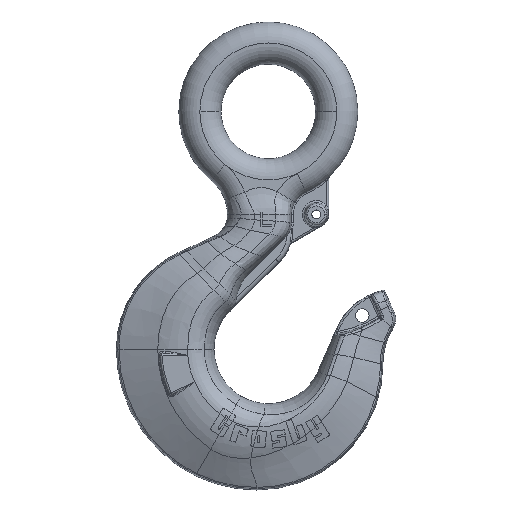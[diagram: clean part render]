
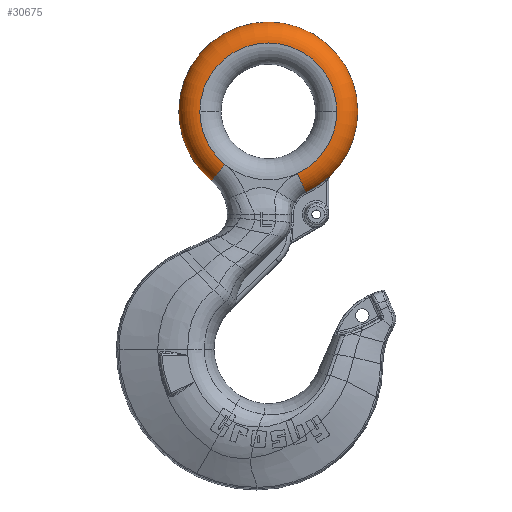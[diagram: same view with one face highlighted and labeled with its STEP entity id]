
A CAD part, top view. The second image highlights one B-rep face of the part: STEP entity #30675.
In plain terms, the highlighted toroidal (fillet/blend) face has major radius 52.197 mm and minor radius 16.129 mm.
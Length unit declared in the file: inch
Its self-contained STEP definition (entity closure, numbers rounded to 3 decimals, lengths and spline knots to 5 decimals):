
#6221=CARTESIAN_POINT('',(0.8678,1.22826,0.));
#6222=DIRECTION('',(-0.906,-0.422,0.));
#6223=DIRECTION('',(0.407,-0.874,0.266));
#6224=AXIS2_PLACEMENT_3D('',#6221,#6222,#6223);
#6231=CARTESIAN_POINT('',(0.8678,1.22826,0.));
#6232=DIRECTION('',(-0.906,-0.422,0.));
#6233=DIRECTION('',(0.,0.,-1.));
#6234=AXIS2_PLACEMENT_3D('',#6231,#6232,#6233);
#6285=CARTESIAN_POINT('',(1.83006,1.1252,0.07275));
#6286=CARTESIAN_POINT('',(1.83107,1.12488,0.06474));
#6287=CARTESIAN_POINT('',(1.83311,1.12467,0.04865));
#6288=CARTESIAN_POINT('',(1.83623,1.12567,0.02439));
#6289=CARTESIAN_POINT('',(1.83835,1.12722,0.00814));
#6290=CARTESIAN_POINT('',(1.83942,1.12823,0.));
#6292=CARTESIAN_POINT('',(1.71439,1.04794,0.16903));
#6293=CARTESIAN_POINT('',(1.71894,1.05176,0.16903));
#6294=CARTESIAN_POINT('',(1.72782,1.05909,0.16854));
#6295=CARTESIAN_POINT('',(1.74049,1.06919,0.1665));
#6296=CARTESIAN_POINT('',(1.75238,1.07836,0.16332));
#6297=CARTESIAN_POINT('',(1.76346,1.0866,0.15915));
#6298=CARTESIAN_POINT('',(1.77372,1.09396,0.15411));
#6299=CARTESIAN_POINT('',(1.78311,1.10043,0.14834));
#6300=CARTESIAN_POINT('',(1.79159,1.10604,0.14195));
#6301=CARTESIAN_POINT('',(1.79917,1.11083,0.13508));
#6302=CARTESIAN_POINT('',(1.80582,1.11483,0.12787));
#6303=CARTESIAN_POINT('',(1.81161,1.11811,0.12038));
#6304=CARTESIAN_POINT('',(1.81659,1.12073,0.11263));
#6305=CARTESIAN_POINT('',(1.82078,1.12272,0.10473));
#6306=CARTESIAN_POINT('',(1.82419,1.12414,0.09674));
#6307=CARTESIAN_POINT('',(1.82686,1.125,0.08877));
#6308=CARTESIAN_POINT('',(1.82884,1.12538,0.08075));
#6309=CARTESIAN_POINT('',(1.82972,1.12531,0.07542));
#6310=CARTESIAN_POINT('',(1.83006,1.1252,0.07275));
#6312=CARTESIAN_POINT('',(0.,3.09104,0.16903));
#6313=DIRECTION('',(0.,0.,1.));
#6314=DIRECTION('',(0.422,-0.906,0.));
#6315=AXIS2_PLACEMENT_3D('',#6312,#6313,#6314);
#6317=CARTESIAN_POINT('',(-1.30112,1.5004,0.));
#6318=DIRECTION('',(-0.774,0.633,0.));
#6319=DIRECTION('',(0.,0.,-1.));
#6320=AXIS2_PLACEMENT_3D('',#6317,#6318,#6319);
#6322=CARTESIAN_POINT('',(0.,3.09104,-0.16903));
#6323=DIRECTION('',(0.,0.,-1.));
#6324=DIRECTION('',(0.643,-0.766,0.));
#6325=AXIS2_PLACEMENT_3D('',#6322,#6323,#6324);
#6327=CARTESIAN_POINT('',(1.83006,1.1252,
-0.07275));
#6328=CARTESIAN_POINT('',(1.82972,1.12531,
-0.07542));
#6329=CARTESIAN_POINT('',(1.82884,1.12538,
-0.08075));
#6330=CARTESIAN_POINT('',(1.82685,1.125,
-0.08877));
#6331=CARTESIAN_POINT('',(1.82419,1.12413,
-0.09674));
#6332=CARTESIAN_POINT('',(1.82077,1.12272,
-0.10474));
#6333=CARTESIAN_POINT('',(1.81659,1.12072,
-0.11264));
#6334=CARTESIAN_POINT('',(1.8116,1.1181,
-0.12039));
#6335=CARTESIAN_POINT('',(1.80582,1.11483,
-0.12788));
#6336=CARTESIAN_POINT('',(1.79917,1.11083,
-0.13509));
#6337=CARTESIAN_POINT('',(1.7916,1.10605,
-0.14195));
#6338=CARTESIAN_POINT('',(1.78311,1.10043,
-0.14834));
#6339=CARTESIAN_POINT('',(1.77372,1.09395,
-0.15412));
#6340=CARTESIAN_POINT('',(1.76345,1.08659,
-0.15916));
#6341=CARTESIAN_POINT('',(1.75237,1.07835,
-0.16332));
#6342=CARTESIAN_POINT('',(1.74048,1.06918,
-0.1665));
#6343=CARTESIAN_POINT('',(1.72781,1.05908,
-0.16854));
#6344=CARTESIAN_POINT('',(1.71894,1.05176,
-0.16903));
#6345=CARTESIAN_POINT('',(1.71439,1.04794,
-0.16903));
#6347=CARTESIAN_POINT('',(1.83942,1.12823,0.));
#6348=CARTESIAN_POINT('',(1.83835,1.12722,
-0.00814));
#6349=CARTESIAN_POINT('',(1.83623,1.12567,
-0.02439));
#6350=CARTESIAN_POINT('',(1.83311,1.12467,
-0.04865));
#6351=CARTESIAN_POINT('',(1.83107,1.12488,
-0.06474));
#6352=CARTESIAN_POINT('',(1.83006,1.1252,
-0.07275));
#6447=CARTESIAN_POINT('',(0.,3.09104,0.635));
#6448=DIRECTION('',(0.,0.,-1.));
#6449=DIRECTION('',(-0.633,-0.774,0.));
#6450=AXIS2_PLACEMENT_3D('',#6447,#6448,#6449);
#6457=CARTESIAN_POINT('',(0.,3.09104,-0.635));
#6458=DIRECTION('',(0.,0.,-1.));
#6459=DIRECTION('',(-0.633,-0.774,0.));
#6460=AXIS2_PLACEMENT_3D('',#6457,#6458,#6459);
#6462=CARTESIAN_POINT('',(0.,3.09104,-0.635));
#6463=DIRECTION('',(0.,0.,-1.));
#6464=DIRECTION('',(1.,0.,0.));
#6465=AXIS2_PLACEMENT_3D('',#6462,#6463,#6464);
#6472=CARTESIAN_POINT('',(0.,3.09104,0.635));
#6473=DIRECTION('',(0.,0.,-1.));
#6474=DIRECTION('',(1.,0.,0.));
#6475=AXIS2_PLACEMENT_3D('',#6472,#6473,#6474);
#9338=CARTESIAN_POINT('',(0.,3.09104,-0.635));
#9339=DIRECTION('',(0.,0.,-1.));
#9340=DIRECTION('',(-1.,0.,0.));
#9341=AXIS2_PLACEMENT_3D('',#9338,#9339,#9340);
#9343=CARTESIAN_POINT('',(0.,3.09104,0.635));
#9344=DIRECTION('',(0.,0.,-1.));
#9345=DIRECTION('',(-1.,0.,0.));
#9346=AXIS2_PLACEMENT_3D('',#9343,#9344,#9345);
#10581=CARTESIAN_POINT('',(-2.055,3.09104,-0.635));
#10582=CARTESIAN_POINT('',(2.055,3.09104,-0.635));
#10583=VERTEX_POINT('',#10581);
#10584=VERTEX_POINT('',#10582);
#10585=CARTESIAN_POINT('',(-2.055,3.09104,0.635));
#10586=CARTESIAN_POINT('',(2.055,3.09104,0.635));
#10587=VERTEX_POINT('',#10585);
#10588=VERTEX_POINT('',#10586);
#10589=CARTESIAN_POINT('',(-1.30111,1.5004,0.635));
#10590=CARTESIAN_POINT('',(0.8678,1.22825,0.635));
#10591=VERTEX_POINT('',#10589);
#10592=VERTEX_POINT('',#10590);
#10593=CARTESIAN_POINT('',(-1.30111,1.5004,-0.635));
#10594=CARTESIAN_POINT('',(0.8678,1.22825,-0.635));
#10595=VERTEX_POINT('',#10593);
#10596=VERTEX_POINT('',#10594);
#10814=VERTEX_POINT('',#6285);
#10815=VERTEX_POINT('',#6290);
#10817=VERTEX_POINT('',#6292);
#10820=CARTESIAN_POINT('',(1.12628,0.67342,
0.16903));
#10821=VERTEX_POINT('',#10820);
#10822=VERTEX_POINT('',#6352);
#10825=VERTEX_POINT('',#6345);
#10828=CARTESIAN_POINT('',(1.12628,0.67342,
-0.16903));
#10829=VERTEX_POINT('',#10828);
#30643=CARTESIAN_POINT('',(0.,3.09104,0.));
#30644=DIRECTION('',(0.,0.,-1.));
#30645=DIRECTION('',(0.633,0.774,0.));
#30646=AXIS2_PLACEMENT_3D('',#30643,#30644,#30645);
#30647=TOROIDAL_SURFACE('',#30646,2.055,0.635);
#30649=ORIENTED_EDGE('',*,*,#30648,.F.);
#30651=ORIENTED_EDGE('',*,*,#30650,.F.);
#30652=ORIENTED_EDGE('',*,*,#30636,.F.);
#30653=ORIENTED_EDGE('',*,*,#30592,.T.);
#30655=ORIENTED_EDGE('',*,*,#30654,.F.);
#30657=ORIENTED_EDGE('',*,*,#30656,.F.);
#30659=ORIENTED_EDGE('',*,*,#30658,.F.);
#30661=ORIENTED_EDGE('',*,*,#30660,.F.);
#30663=ORIENTED_EDGE('',*,*,#30662,.T.);
#30665=ORIENTED_EDGE('',*,*,#30664,.T.);
#30667=ORIENTED_EDGE('',*,*,#30666,.T.);
#30668=ORIENTED_EDGE('',*,*,#30604,.T.);
#30669=ORIENTED_EDGE('',*,*,#29766,.F.);
#30670=ORIENTED_EDGE('',*,*,#29854,.F.);
#30672=ORIENTED_EDGE('',*,*,#30671,.F.);
#30673=EDGE_LOOP('',(#30649,#30651,#30652,#30653,#30655,#30657,#30659,#30661,
#30663,#30665,#30667,#30668,#30669,#30670,#30672));
#30674=FACE_OUTER_BOUND('',#30673,.F.);
#30675=ADVANCED_FACE('',(#30674),#30647,.T.);
#6225=CIRCLE('',#6224,0.635);
#6235=CIRCLE('',#6234,0.635);
#6291=B_SPLINE_CURVE_WITH_KNOTS('',3,(#6285,#6286,#6287,#6288,#6289,#6290),
.UNSPECIFIED.,.F.,.F.,(4,1,1,4),(0.,0.33333,0.66667,1.),
.UNSPECIFIED.);
#6311=B_SPLINE_CURVE_WITH_KNOTS('',3,(#6292,#6293,#6294,#6295,#6296,#6297,#6298,
#6299,#6300,#6301,#6302,#6303,#6304,#6305,#6306,#6307,#6308,#6309,#6310),
.UNSPECIFIED.,.F.,.F.,(4,1,1,1,1,1,1,1,1,1,1,1,1,1,1,1,4),(0.,0.0625,0.125,
0.1875,0.25,0.3125,0.375,0.4375,0.5,0.5625,0.625,0.6875,
0.75,0.8125,0.875,0.9375,1.),.UNSPECIFIED.);
#6316=CIRCLE('',#6315,2.66709);
#6321=CIRCLE('',#6320,0.635);
#6326=CIRCLE('',#6325,2.66709);
#6346=B_SPLINE_CURVE_WITH_KNOTS('',3,(#6327,#6328,#6329,#6330,#6331,#6332,#6333,
#6334,#6335,#6336,#6337,#6338,#6339,#6340,#6341,#6342,#6343,#6344,#6345),
.UNSPECIFIED.,.F.,.F.,(4,1,1,1,1,1,1,1,1,1,1,1,1,1,1,1,4),(0.,0.0625,0.125,
0.1875,0.25,0.3125,0.375,0.4375,0.5,0.5625,0.625,0.6875,
0.75,0.8125,0.875,0.9375,1.),.UNSPECIFIED.);
#6353=B_SPLINE_CURVE_WITH_KNOTS('',3,(#6347,#6348,#6349,#6350,#6351,#6352),
.UNSPECIFIED.,.F.,.F.,(4,1,1,4),(0.,0.33333,0.66667,1.),
.UNSPECIFIED.);
#6451=CIRCLE('',#6450,2.055);
#6461=CIRCLE('',#6460,2.055);
#6466=CIRCLE('',#6465,2.055);
#6476=CIRCLE('',#6475,2.055);
#9342=CIRCLE('',#9341,2.055);
#9347=CIRCLE('',#9346,2.055);
#29766=EDGE_CURVE('',#10825,#10829,#6326,.T.);
#29854=EDGE_CURVE('',#10822,#10825,#6346,.T.);
#30592=EDGE_CURVE('',#10821,#10592,#6225,.T.);
#30604=EDGE_CURVE('',#10596,#10829,#6235,.T.);
#30636=EDGE_CURVE('',#10821,#10817,#6316,.T.);
#30648=EDGE_CURVE('',#10814,#10815,#6291,.T.);
#30650=EDGE_CURVE('',#10817,#10814,#6311,.T.);
#30654=EDGE_CURVE('',#10588,#10592,#6476,.T.);
#30656=EDGE_CURVE('',#10587,#10588,#9347,.T.);
#30658=EDGE_CURVE('',#10591,#10587,#6451,.T.);
#30660=EDGE_CURVE('',#10595,#10591,#6321,.T.);
#30662=EDGE_CURVE('',#10595,#10583,#6461,.T.);
#30664=EDGE_CURVE('',#10583,#10584,#9342,.T.);
#30666=EDGE_CURVE('',#10584,#10596,#6466,.T.);
#30671=EDGE_CURVE('',#10815,#10822,#6353,.T.);
